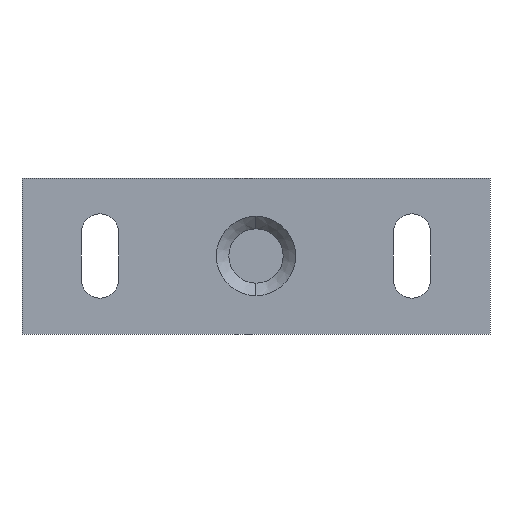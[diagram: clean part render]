
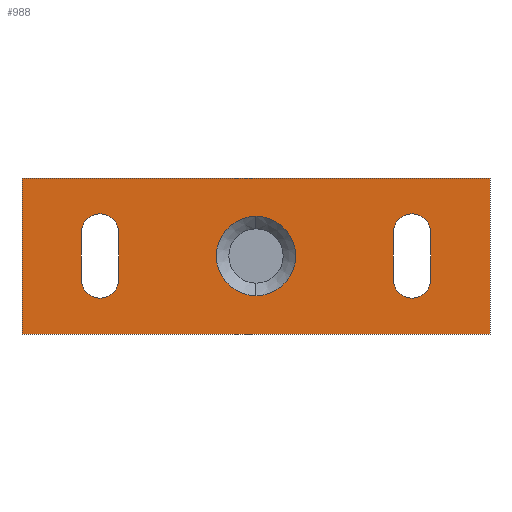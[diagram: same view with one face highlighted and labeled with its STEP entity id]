
A CAD part, front view. The second image highlights one B-rep face of the part: STEP entity #988.
In plain terms, the highlighted planar face has unit normal (0, -1, 0).
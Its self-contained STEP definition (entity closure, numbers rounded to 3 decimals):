
#4 = LINE ( 'NONE', #670, #2144 ) ;
#41 = EDGE_CURVE ( 'NONE', #1189, #767, #896, .T. ) ;
#47 = LINE ( 'NONE', #368, #1517 ) ;
#88 = EDGE_CURVE ( 'NONE', #893, #1185, #518, .T. ) ;
#94 = DIRECTION ( 'NONE',  ( 0., 1., 0. ) ) ;
#99 = AXIS2_PLACEMENT_3D ( 'NONE', #499, #1467, #1977 ) ;
#100 = VERTEX_POINT ( 'NONE', #1789 ) ;
#113 = PLANE ( 'NONE',  #1881 ) ;
#118 = ORIENTED_EDGE ( 'NONE', *, *, #1884, .T. ) ;
#119 = EDGE_CURVE ( 'NONE', #100, #188, #1003, .T. ) ;
#131 = VECTOR ( 'NONE', #1670, 1000. ) ;
#147 = DIRECTION ( 'NONE',  ( 0., 1., 0. ) ) ;
#150 = CARTESIAN_POINT ( 'NONE',  ( 50., 0., -7.5 ) ) ;
#188 = VERTEX_POINT ( 'NONE', #1481 ) ;
#202 = ORIENTED_EDGE ( 'NONE', *, *, #615, .F. ) ;
#222 = ORIENTED_EDGE ( 'NONE', *, *, #1957, .T. ) ;
#238 = LINE ( 'NONE', #1568, #446 ) ;
#242 = AXIS2_PLACEMENT_3D ( 'NONE', #1617, #628, #1941 ) ;
#250 = LINE ( 'NONE', #325, #1807 ) ;
#272 = CARTESIAN_POINT ( 'NONE',  ( -44., 0., -7.5 ) ) ;
#284 = FACE_BOUND ( 'NONE', #1429, .T. ) ;
#286 = CARTESIAN_POINT ( 'NONE',  ( 56., 0., 7.5 ) ) ;
#307 = DIRECTION ( 'NONE',  ( 0., 0., 1. ) ) ;
#309 = EDGE_LOOP ( 'NONE', ( #1137, #394, #2057, #1766 ) ) ;
#311 = VERTEX_POINT ( 'NONE', #1014 ) ;
#313 = DIRECTION ( 'NONE',  ( 0., 0., -1. ) ) ;
#316 = CARTESIAN_POINT ( 'NONE',  ( 75., 0., -25. ) ) ;
#325 = CARTESIAN_POINT ( 'NONE',  ( -44., 0., 7.5 ) ) ;
#333 = CIRCLE ( 'NONE', #924, 6. ) ;
#353 = VERTEX_POINT ( 'NONE', #1590 ) ;
#356 = VERTEX_POINT ( 'NONE', #2113 ) ;
#368 = CARTESIAN_POINT ( 'NONE',  ( 44., 0., 7.5 ) ) ;
#394 = ORIENTED_EDGE ( 'NONE', *, *, #481, .F. ) ;
#404 = CARTESIAN_POINT ( 'NONE',  ( 44., 0., -7.5 ) ) ;
#430 = DIRECTION ( 'NONE',  ( 0., 0., -1. ) ) ;
#436 = ORIENTED_EDGE ( 'NONE', *, *, #1939, .T. ) ;
#443 = VERTEX_POINT ( 'NONE', #286 ) ;
#446 = VECTOR ( 'NONE', #900, 1000. ) ;
#473 = VERTEX_POINT ( 'NONE', #404 ) ;
#481 = EDGE_CURVE ( 'NONE', #188, #1069, #238, .T. ) ;
#498 = ORIENTED_EDGE ( 'NONE', *, *, #1997, .T. ) ;
#499 = CARTESIAN_POINT ( 'NONE',  ( 50., 0., 7.5 ) ) ;
#516 = EDGE_LOOP ( 'NONE', ( #1174, #498, #995, #840, #943 ) ) ;
#518 = CIRCLE ( 'NONE', #1561, 6. ) ;
#520 = CARTESIAN_POINT ( 'NONE',  ( 56., 0., 7.5 ) ) ;
#550 = ORIENTED_EDGE ( 'NONE', *, *, #2106, .T. ) ;
#613 = DIRECTION ( 'NONE',  ( 0., -1., 0. ) ) ;
#615 = EDGE_CURVE ( 'NONE', #767, #1189, #1236, .T. ) ;
#627 = EDGE_CURVE ( 'NONE', #473, #353, #47, .T. ) ;
#628 = DIRECTION ( 'NONE',  ( 0., 1., 0. ) ) ;
#638 = FACE_OUTER_BOUND ( 'NONE', #309, .T. ) ;
#655 = CARTESIAN_POINT ( 'NONE',  ( -56., 0., 7.5 ) ) ;
#670 = CARTESIAN_POINT ( 'NONE',  ( 75., 0., 25. ) ) ;
#683 = CARTESIAN_POINT ( 'NONE',  ( -56., 0., -7.5 ) ) ;
#741 = VECTOR ( 'NONE', #1190, 1000. ) ;
#762 = CIRCLE ( 'NONE', #1109, 6. ) ;
#767 = VERTEX_POINT ( 'NONE', #869 ) ;
#800 = FACE_BOUND ( 'NONE', #1876, .T. ) ;
#840 = ORIENTED_EDGE ( 'NONE', *, *, #1477, .T. ) ;
#869 = CARTESIAN_POINT ( 'NONE',  ( 0., 0., 12.7 ) ) ;
#877 = DIRECTION ( 'NONE',  ( 0., 0., 1. ) ) ;
#893 = VERTEX_POINT ( 'NONE', #272 ) ;
#895 = ORIENTED_EDGE ( 'NONE', *, *, #88, .T. ) ;
#896 = CIRCLE ( 'NONE', #1738, 12.7 ) ;
#900 = DIRECTION ( 'NONE',  ( 1., 0., 0. ) ) ;
#924 = AXIS2_PLACEMENT_3D ( 'NONE', #150, #1800, #307 ) ;
#927 = LINE ( 'NONE', #1076, #1354 ) ;
#928 = CARTESIAN_POINT ( 'NONE',  ( -50., 0., -7.5 ) ) ;
#943 = ORIENTED_EDGE ( 'NONE', *, *, #627, .T. ) ;
#945 = CARTESIAN_POINT ( 'NONE',  ( -50., 0., 13.5 ) ) ;
#956 = CARTESIAN_POINT ( 'NONE',  ( 0., 0., 0. ) ) ;
#961 = EDGE_CURVE ( 'NONE', #353, #356, #1042, .T. ) ;
#972 = CARTESIAN_POINT ( 'NONE',  ( 56., 0., -7.5 ) ) ;
#988 = ADVANCED_FACE ( 'NONE', ( #284, #2141, #800, #638 ), #113, .T. ) ;
#995 = ORIENTED_EDGE ( 'NONE', *, *, #1196, .T. ) ;
#1003 = LINE ( 'NONE', #1995, #131 ) ;
#1014 = CARTESIAN_POINT ( 'NONE',  ( -44., 0., 7.5 ) ) ;
#1020 = CARTESIAN_POINT ( 'NONE',  ( 75., 0., 25. ) ) ;
#1042 = CIRCLE ( 'NONE', #99, 6. ) ;
#1048 = VERTEX_POINT ( 'NONE', #945 ) ;
#1067 = DIRECTION ( 'NONE',  ( 0., 0., -1. ) ) ;
#1069 = VERTEX_POINT ( 'NONE', #1020 ) ;
#1076 = CARTESIAN_POINT ( 'NONE',  ( -75., 0., -25. ) ) ;
#1109 = AXIS2_PLACEMENT_3D ( 'NONE', #2036, #1192, #1862 ) ;
#1137 = ORIENTED_EDGE ( 'NONE', *, *, #1168, .F. ) ;
#1144 = DIRECTION ( 'NONE',  ( 0., 0., 1. ) ) ;
#1168 = EDGE_CURVE ( 'NONE', #1069, #1392, #4, .T. ) ;
#1174 = ORIENTED_EDGE ( 'NONE', *, *, #961, .T. ) ;
#1185 = VERTEX_POINT ( 'NONE', #683 ) ;
#1189 = VERTEX_POINT ( 'NONE', #1348 ) ;
#1190 = DIRECTION ( 'NONE',  ( 0., 0., -1. ) ) ;
#1192 = DIRECTION ( 'NONE',  ( 0., 1., 0. ) ) ;
#1196 = EDGE_CURVE ( 'NONE', #443, #1486, #2022, .T. ) ;
#1218 = ORIENTED_EDGE ( 'NONE', *, *, #41, .F. ) ;
#1236 = CIRCLE ( 'NONE', #1346, 12.7 ) ;
#1245 = CARTESIAN_POINT ( 'NONE',  ( -56., 0., 7.5 ) ) ;
#1246 = CIRCLE ( 'NONE', #1597, 6. ) ;
#1279 = DIRECTION ( 'NONE',  ( 0., 0., -1. ) ) ;
#1291 = DIRECTION ( 'NONE',  ( 0., 0., -1. ) ) ;
#1303 = CARTESIAN_POINT ( 'NONE',  ( 0., 0., 0. ) ) ;
#1346 = AXIS2_PLACEMENT_3D ( 'NONE', #1303, #1808, #313 ) ;
#1348 = CARTESIAN_POINT ( 'NONE',  ( 0., 0., -12.7 ) ) ;
#1354 = VECTOR ( 'NONE', #2094, 1000. ) ;
#1374 = VERTEX_POINT ( 'NONE', #655 ) ;
#1392 = VERTEX_POINT ( 'NONE', #316 ) ;
#1425 = CIRCLE ( 'NONE', #242, 6. ) ;
#1429 = EDGE_LOOP ( 'NONE', ( #1218, #202 ) ) ;
#1467 = DIRECTION ( 'NONE',  ( 0., 1., 0. ) ) ;
#1477 = EDGE_CURVE ( 'NONE', #1486, #473, #333, .T. ) ;
#1479 = CARTESIAN_POINT ( 'NONE',  ( -50., 0., 7.5 ) ) ;
#1481 = CARTESIAN_POINT ( 'NONE',  ( -75., 0., 25. ) ) ;
#1486 = VERTEX_POINT ( 'NONE', #972 ) ;
#1517 = VECTOR ( 'NONE', #877, 1000. ) ;
#1561 = AXIS2_PLACEMENT_3D ( 'NONE', #928, #94, #1144 ) ;
#1568 = CARTESIAN_POINT ( 'NONE',  ( -75., 0., 25. ) ) ;
#1590 = CARTESIAN_POINT ( 'NONE',  ( 44., 0., 7.5 ) ) ;
#1597 = AXIS2_PLACEMENT_3D ( 'NONE', #1479, #147, #1796 ) ;
#1617 = CARTESIAN_POINT ( 'NONE',  ( 50., 0., 7.5 ) ) ;
#1670 = DIRECTION ( 'NONE',  ( 0., 0., 1. ) ) ;
#1698 = EDGE_CURVE ( 'NONE', #1392, #100, #927, .T. ) ;
#1738 = AXIS2_PLACEMENT_3D ( 'NONE', #2107, #613, #430 ) ;
#1766 = ORIENTED_EDGE ( 'NONE', *, *, #1698, .F. ) ;
#1789 = CARTESIAN_POINT ( 'NONE',  ( -75., 0., -25. ) ) ;
#1796 = DIRECTION ( 'NONE',  ( 0., 0., 1. ) ) ;
#1800 = DIRECTION ( 'NONE',  ( 0., 1., 0. ) ) ;
#1805 = DIRECTION ( 'NONE',  ( 0., -1., 0. ) ) ;
#1807 = VECTOR ( 'NONE', #1279, 1000. ) ;
#1808 = DIRECTION ( 'NONE',  ( 0., -1., 0. ) ) ;
#1862 = DIRECTION ( 'NONE',  ( 0., 0., 1. ) ) ;
#1876 = EDGE_LOOP ( 'NONE', ( #118, #436, #222, #895, #550 ) ) ;
#1881 = AXIS2_PLACEMENT_3D ( 'NONE', #956, #1805, #1291 ) ;
#1884 = EDGE_CURVE ( 'NONE', #1374, #1048, #1246, .T. ) ;
#1919 = DIRECTION ( 'NONE',  ( 0., 0., 1. ) ) ;
#1939 = EDGE_CURVE ( 'NONE', #1048, #311, #762, .T. ) ;
#1941 = DIRECTION ( 'NONE',  ( 0., 0., 1. ) ) ;
#1957 = EDGE_CURVE ( 'NONE', #311, #893, #250, .T. ) ;
#1977 = DIRECTION ( 'NONE',  ( 0., 0., 1. ) ) ;
#1989 = VECTOR ( 'NONE', #1919, 1000. ) ;
#1995 = CARTESIAN_POINT ( 'NONE',  ( -75., 0., 25. ) ) ;
#1997 = EDGE_CURVE ( 'NONE', #356, #443, #1425, .T. ) ;
#2022 = LINE ( 'NONE', #520, #741 ) ;
#2036 = CARTESIAN_POINT ( 'NONE',  ( -50., 0., 7.5 ) ) ;
#2057 = ORIENTED_EDGE ( 'NONE', *, *, #119, .F. ) ;
#2088 = LINE ( 'NONE', #1245, #1989 ) ;
#2094 = DIRECTION ( 'NONE',  ( -1., 0., 0. ) ) ;
#2106 = EDGE_CURVE ( 'NONE', #1185, #1374, #2088, .T. ) ;
#2107 = CARTESIAN_POINT ( 'NONE',  ( 0., 0., 0. ) ) ;
#2113 = CARTESIAN_POINT ( 'NONE',  ( 50., 0., 13.5 ) ) ;
#2141 = FACE_BOUND ( 'NONE', #516, .T. ) ;
#2144 = VECTOR ( 'NONE', #1067, 1000. ) ;
